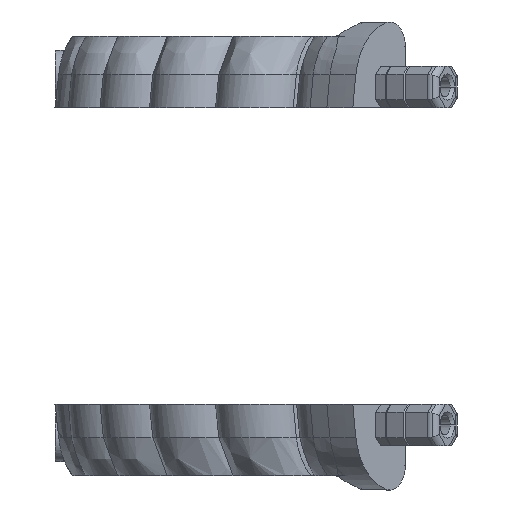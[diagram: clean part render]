
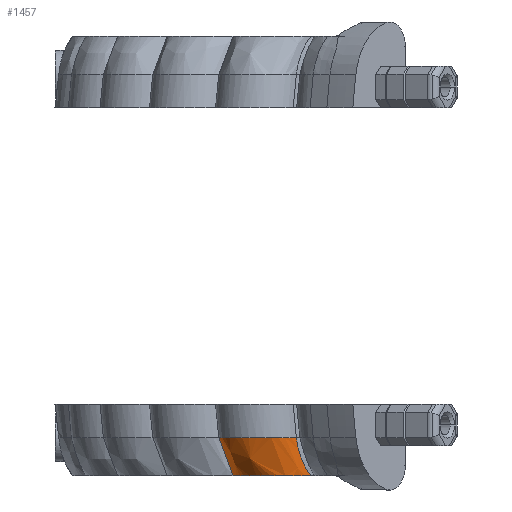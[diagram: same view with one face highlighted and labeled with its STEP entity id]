
A CAD part, left-side view. The second image highlights one B-rep face of the part: STEP entity #1457.
In plain terms, the highlighted free-form (B-spline) face has degree [3, 3] with [7, 4] control points.
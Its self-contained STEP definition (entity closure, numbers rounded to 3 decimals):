
#1146 = CARTESIAN_POINT ( 'NONE',  ( -59.939, 78.628, -25.81 ) ) ;
#1239 = CARTESIAN_POINT ( 'NONE',  ( -52.71, 77.294, -22.289 ) ) ;
#1457 = ADVANCED_FACE ( 'NONE', ( #23381 ), #18848, .T. ) ;
#1532 = EDGE_CURVE ( 'NONE', #1841, #2358, #29922, .T. ) ;
#1583 = CARTESIAN_POINT ( 'NONE',  ( -60.663, 70.83, -24.107 ) ) ;
#1814 = VERTEX_POINT ( 'NONE', #8218 ) ;
#1841 = VERTEX_POINT ( 'NONE', #17489 ) ;
#2358 = VERTEX_POINT ( 'NONE', #21054 ) ;
#3172 = CARTESIAN_POINT ( 'NONE',  ( -50.746, 75.529, -27.01 ) ) ;
#3291 = CARTESIAN_POINT ( 'NONE',  ( -62.959, 72.518, -25.81 ) ) ;
#3580 = CARTESIAN_POINT ( 'NONE',  ( -58.914, 69.258, -27.01 ) ) ;
#3606 = EDGE_CURVE ( 'NONE', #1814, #2358, #23744, .T. ) ;
#3878 = CARTESIAN_POINT ( 'NONE',  ( -52.495, 77.101, -24.107 ) ) ;
#4020 = CARTESIAN_POINT ( 'NONE',  ( -58.914, 69.258, -27.01 ) ) ;
#4288 = B_SPLINE_CURVE_WITH_KNOTS ( 'NONE', 3,
 ( #17360, #19798, #10648, #1239 ),
 .UNSPECIFIED., .F., .F.,
 ( 4, 4 ),
 ( 0., 0.518 ),
 .UNSPECIFIED. ) ;
#5578 = CARTESIAN_POINT ( 'NONE',  ( -63.874, 77.145, -22.289 ) ) ;
#5730 = CARTESIAN_POINT ( 'NONE',  ( -56.927, 80.94, -25.81 ) ) ;
#7476 = ORIENTED_EDGE ( 'NONE', *, *, #1532, .T. ) ;
#7984 = CARTESIAN_POINT ( 'NONE',  ( -52.215, 79.03, -27.01 ) ) ;
#8138 = CARTESIAN_POINT ( 'NONE',  ( -60.879, 71.023, -22.289 ) ) ;
#8218 = CARTESIAN_POINT ( 'NONE',  ( -52.71, 77.294, -22.289 ) ) ;
#8425 = CARTESIAN_POINT ( 'NONE',  ( -62.951, 76.316, -25.81 ) ) ;
#9334 = DIRECTION ( 'NONE',  ( 0., 0., 1. ) ) ;
#9454 = CARTESIAN_POINT ( 'NONE',  ( -57.62, 75.234, -22.289 ) ) ;
#10256 = CARTESIAN_POINT ( 'NONE',  ( -60.647, 79.264, -24.107 ) ) ;
#10400 = CARTESIAN_POINT ( 'NONE',  ( -57.635, 81.576, -24.107 ) ) ;
#10554 = CARTESIAN_POINT ( 'NONE',  ( -63.666, 73.154, -24.107 ) ) ;
#10609 = EDGE_CURVE ( 'NONE', #20850, #1814, #4288, .T. ) ;
#10648 = CARTESIAN_POINT ( 'NONE',  ( -52.495, 77.101, -24.107 ) ) ;
#11537 = ORIENTED_EDGE ( 'NONE', *, *, #3606, .F. ) ;
#12038 = DIRECTION ( 'NONE',  ( 0., 0., 1. ) ) ;
#12564 = CARTESIAN_POINT ( 'NONE',  ( -60.862, 79.457, -22.289 ) ) ;
#12846 = CARTESIAN_POINT ( 'NONE',  ( -59.956, 70.194, -25.81 ) ) ;
#13000 = CARTESIAN_POINT ( 'NONE',  ( -58.898, 77.692, -27.01 ) ) ;
#13141 = CARTESIAN_POINT ( 'NONE',  ( -63.659, 76.951, -24.107 ) ) ;
#14491 = AXIS2_PLACEMENT_3D ( 'NONE', #9454, #12038, #18586 ) ;
#14827 = CARTESIAN_POINT ( 'NONE',  ( -61.91, 75.38, -27.01 ) ) ;
#15306 = EDGE_LOOP ( 'NONE', ( #7476, #11537, #15327, #23220 ) ) ;
#15307 = AXIS2_PLACEMENT_3D ( 'NONE', #16185, #9334, #30073 ) ;
#15327 = ORIENTED_EDGE ( 'NONE', *, *, #10609, .F. ) ;
#15424 = CARTESIAN_POINT ( 'NONE',  ( -53.964, 80.602, -24.107 ) ) ;
#15725 = CARTESIAN_POINT ( 'NONE',  ( -59.956, 70.194, -25.81 ) ) ;
#16185 = CARTESIAN_POINT ( 'NONE',  ( -55.655, 73.469, -27.01 ) ) ;
#17121 = CARTESIAN_POINT ( 'NONE',  ( -53.257, 79.966, -25.81 ) ) ;
#17360 = CARTESIAN_POINT ( 'NONE',  ( -50.746, 75.529, -27.01 ) ) ;
#17489 = CARTESIAN_POINT ( 'NONE',  ( -58.914, 69.258, -27.01 ) ) ;
#18586 = DIRECTION ( 'NONE',  ( 1., 0., 0. ) ) ;
#18761 = EDGE_CURVE ( 'NONE', #20850, #1841, #20665, .T. ) ;
#18848 =( BOUNDED_SURFACE ( )  B_SPLINE_SURFACE ( 3, 3, ( 
 ( #23684, #26868, #3878, #20145 ),
 ( #7984, #17121, #15424, #24737 ),
 ( #19853, #5730, #10400, #24581 ),
 ( #13000, #1146, #10256, #12564 ),
 ( #14827, #8425, #13141, #5578 ),
 ( #22438, #3291, #10554, #19697 ),
 ( #3580, #12846, #1583, #8138 ) ),
 .UNSPECIFIED., .F., .F., .F. ) 
 B_SPLINE_SURFACE_WITH_KNOTS ( ( 4, 3, 4 ),
 ( 4, 4 ),
 ( 0., 0.5, 1. ),
 ( 0., 0.518 ),
 .UNSPECIFIED. ) 
 GEOMETRIC_REPRESENTATION_ITEM ( )  RATIONAL_B_SPLINE_SURFACE ( (
 ( 1., 1., 1., 1.),
 ( 0.74, 0.74, 0.74, 0.74),
 ( 0.74, 0.74, 0.74, 0.74),
 ( 1., 1., 1., 1.),
 ( 0.74, 0.74, 0.74, 0.74),
 ( 0.74, 0.74, 0.74, 0.74),
 ( 1., 1., 1., 1.) ) ) 
 REPRESENTATION_ITEM ( '' )  SURFACE ( )  );
#19697 = CARTESIAN_POINT ( 'NONE',  ( -63.881, 73.347, -22.289 ) ) ;
#19798 = CARTESIAN_POINT ( 'NONE',  ( -51.788, 76.465, -25.81 ) ) ;
#19853 = CARTESIAN_POINT ( 'NONE',  ( -55.886, 80.004, -27.01 ) ) ;
#20145 = CARTESIAN_POINT ( 'NONE',  ( -52.71, 77.294, -22.289 ) ) ;
#20455 = CARTESIAN_POINT ( 'NONE',  ( -60.879, 71.023, -22.289 ) ) ;
#20665 = CIRCLE ( 'NONE', #15307, 5.324 ) ;
#20850 = VERTEX_POINT ( 'NONE', #3172 ) ;
#21054 = CARTESIAN_POINT ( 'NONE',  ( -60.879, 71.023, -22.289 ) ) ;
#22438 = CARTESIAN_POINT ( 'NONE',  ( -61.917, 71.582, -27.01 ) ) ;
#22889 = CARTESIAN_POINT ( 'NONE',  ( -60.663, 70.83, -24.107 ) ) ;
#23220 = ORIENTED_EDGE ( 'NONE', *, *, #18761, .T. ) ;
#23381 = FACE_OUTER_BOUND ( 'NONE', #15306, .T. ) ;
#23684 = CARTESIAN_POINT ( 'NONE',  ( -50.746, 75.529, -27.01 ) ) ;
#23744 = CIRCLE ( 'NONE', #14491, 5.324 ) ;
#24581 = CARTESIAN_POINT ( 'NONE',  ( -57.85, 81.769, -22.289 ) ) ;
#24737 = CARTESIAN_POINT ( 'NONE',  ( -54.18, 80.795, -22.289 ) ) ;
#26868 = CARTESIAN_POINT ( 'NONE',  ( -51.788, 76.465, -25.81 ) ) ;
#29922 = B_SPLINE_CURVE_WITH_KNOTS ( 'NONE', 3,
 ( #4020, #15725, #22889, #20455 ),
 .UNSPECIFIED., .F., .F.,
 ( 4, 4 ),
 ( 0., 0.518 ),
 .UNSPECIFIED. ) ;
#30073 = DIRECTION ( 'NONE',  ( 1., 0., 0. ) ) ;
